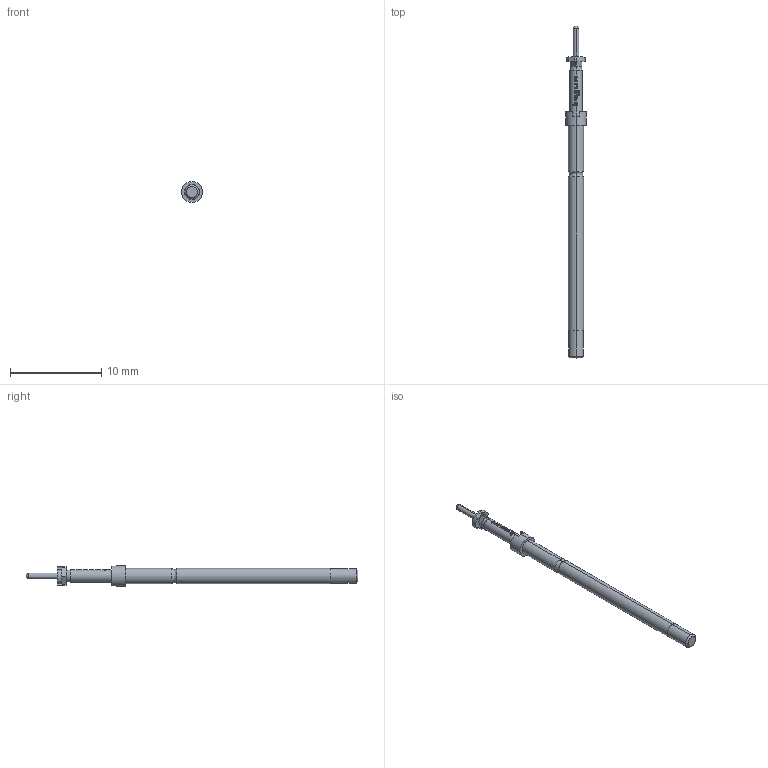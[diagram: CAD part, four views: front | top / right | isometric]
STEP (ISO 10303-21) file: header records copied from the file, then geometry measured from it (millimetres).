
FILE_DESCRIPTION (( 'STEP AP203' ), '1' );
FILE_NAME ('INGUN_T-912_305_065_340_210_X_xx02_M_0.STEP', '2018-07-20T10:31:33', ( '' ), ( '' ), 'SwSTEP 2.0', 'SolidWorks 2018', '' );
FILE_SCHEMA (( 'CONFIG_CONTROL_DESIGN' ));
Length unit declared in the file: millimetre
Products named in the file (2): INGUN_T-912_305_065_340_210_X_xx02_M_0
Bounding box: 2.3 x 36.4 x 2.3 mm (x, y, z)
Volume: 69.7 mm3; surface area: 191.2 mm2
Topology: 1 solids, 1 shells, 144 faces, 401 edges, 262 vertices
Faces by surface type: plane 72, cylinder 40, bspline 25, cone 7
Entity records: 5077 total; most frequent: CARTESIAN_POINT 1364, ORIENTED_EDGE 798, DIRECTION 687, EDGE_CURVE 399, VERTEX_POINT 262, AXIS2_PLACEMENT_3D 257, LINE 173, VECTOR 173
